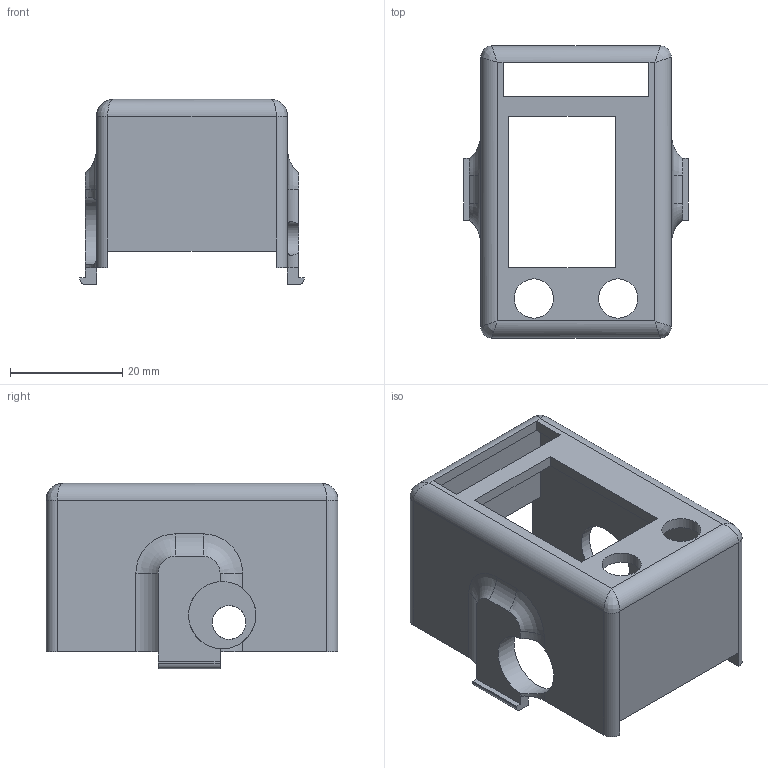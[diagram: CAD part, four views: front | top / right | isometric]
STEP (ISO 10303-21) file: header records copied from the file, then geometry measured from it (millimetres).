
FILE_DESCRIPTION(/* description */ (''),/* implementation_level */ '2;1');
FILE_NAME(/* name */ 'Analog VRX Module mounting case top.step',/* time_stamp */ '2023-12-06T23:37:40-08:00',/* author */ (''),/* organization */ (''),/* preprocessor_version */ 'ST-DEVELOPER v20',/* originating_system */ 'Autodesk Translation Framework v12.14.0.127',/* authorisation */ '');
FILE_SCHEMA (('AUTOMOTIVE_DESIGN { 1 0 10303 214 3 1 1 }'));
Length unit declared in the file: millimetre
Products named in the file (1): Analog VRX Module mounting case
Bounding box: 40 x 52 x 33 mm (x, y, z)
Volume: 10246.7 mm3; surface area: 10863.8 mm2
Topology: 1 solids, 1 shells, 68 faces, 192 edges, 118 vertices
Faces by surface type: plane 36, cylinder 24, bspline 4, torus 4
Full cylindrical faces by diameter (mm): 6 x1, 7 x2, 12 x2
Entity records: 2375 total; most frequent: CARTESIAN_POINT 561, ORIENTED_EDGE 376, DIRECTION 368, EDGE_CURVE 188, LINE 126, VECTOR 126, AXIS2_PLACEMENT_3D 121, VERTEX_POINT 118
